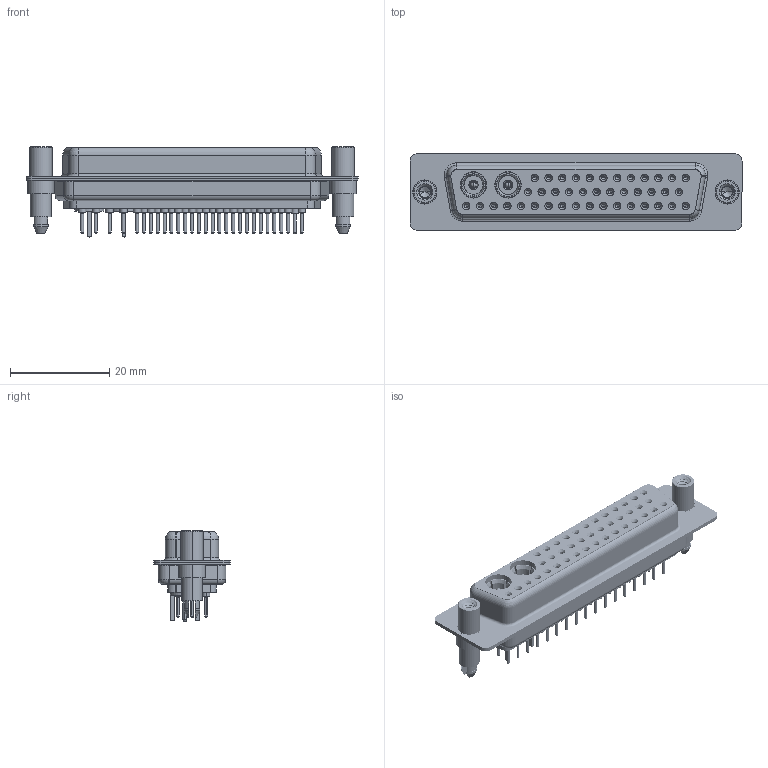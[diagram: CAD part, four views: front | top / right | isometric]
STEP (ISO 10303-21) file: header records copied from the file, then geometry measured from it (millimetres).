
FILE_DESCRIPTION (( 'STEP AP203' ), '1' );
FILE_NAME ('628-43W2624-5N6.STEP', '2019-06-26T21:20:38', ( '' ), ( '' ), 'SwSTEP 2.0', 'SolidWorks 2016', '' );
FILE_SCHEMA (( 'CONFIG_CONTROL_DESIGN' ));
Length unit declared in the file: millimetre
Products named in the file (13): 628Combo Contact Row 2_24; 628Combo Shell Front_50 Contacts; 628Combo Contact Row 1_24; Co-Ax Plug Assy_St; Insulator Pin_Straight PC Tail; Locking Collar; 628Combo Shell Rear_50 Contacts; 628-43W2624-5N6; Co-Ax Plug_Straight PC Tail; 628Combo Threaded Standoff and Boardlock_6; 628Combo Contact Row 3_24; 628Combo Housing_43W2; Pin_Str
Assembly tree (52 placements, depth 3):
  628-43W2624-5N6
    628Combo Housing_43W2
    628Combo Shell Front_50 Contacts
    628Combo Shell Rear_50 Contacts
    628Combo Threaded Standoff and Boardlock_6  x2
    628Combo Contact Row 1_24  x12
    628Combo Contact Row 2_24  x12
    628Combo Contact Row 3_24  x17
    Co-Ax Plug Assy_St  x2
      Co-Ax Plug_Straight PC Tail
      Insulator Pin_Straight PC Tail
      Pin_Str
      Locking Collar
Bounding box: 67 x 15.4 x 18.35 mm (x, y, z)
Volume: 7268.6 mm3; surface area: 15449.2 mm2
Topology: 54 solids, 54 shells, 2840 faces, 6589 edges, 4054 vertices
Faces by surface type: cylinder 1034, plane 814, torus 639, cone 335, bspline 10, sphere 8
Entity records: 34295 total; most frequent: CARTESIAN_POINT 6620, DIRECTION 5860, ORIENTED_EDGE 4826, AXIS2_PLACEMENT_3D 2471, EDGE_CURVE 2413, VERTEX_POINT 1533, CIRCLE 1357, EDGE_LOOP 1326
